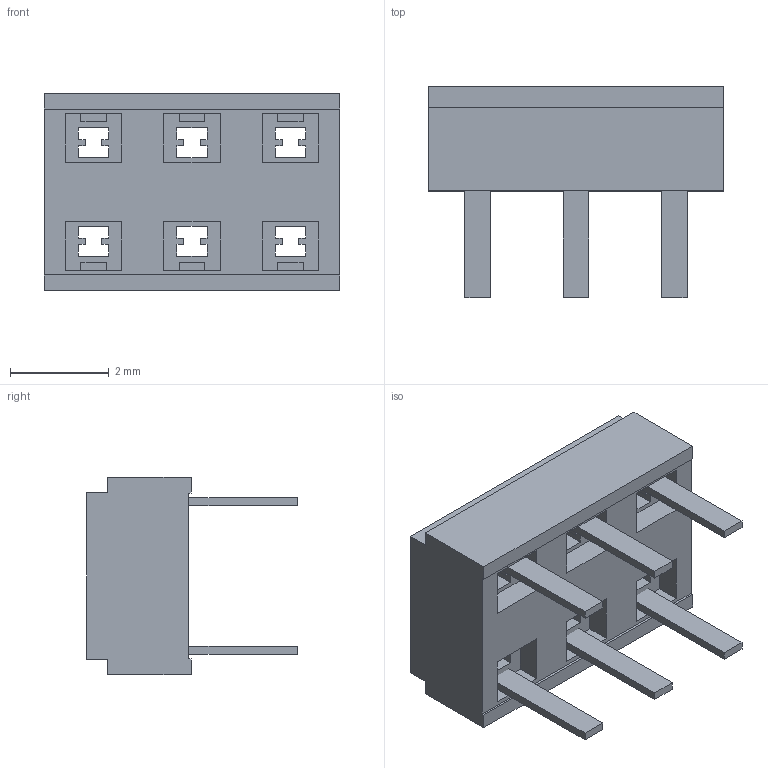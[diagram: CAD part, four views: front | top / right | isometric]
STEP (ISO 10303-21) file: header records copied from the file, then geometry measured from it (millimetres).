
FILE_DESCRIPTION(/* description */ ('STEP AP214'),/* implementation_level */ '2;1');
FILE_NAME(/* name */ 'CLT-103-01-F-D',/* time_stamp */ '2024-07-09T16:54:39+02:00',/* author */ ('License CC BY-ND 4.0'),/* organization */ ('CADENAS'),/* preprocessor_version */ 'ST-DEVELOPER v19.3',/* originating_system */ 'PARTsolutions',/* authorisation */ ' ');
FILE_SCHEMA (('AUTOMOTIVE_DESIGN {1 0 10303 214 3 1 1}'));
Length unit declared in the file: inch
Products named in the file (3): CLT-103-01-F-D; CLT-103-01-F-D_socket; C-0301-F-_pins
Assembly tree (2 placements, depth 2):
  CLT-103-01-F-D
    CLT-103-01-F-D_socket
    C-0301-F-_pins
Bounding box: 6 x 4.28 x 4 mm (x, y, z)
Volume: 42.6 mm3; surface area: 172.9 mm2
Topology: 2 solids, 2 shells, 154 faces, 426 edges, 284 vertices
Faces by surface type: plane 152, cylinder 2
Full cylindrical faces by diameter (mm): 0.889 x2
Entity records: 4910 total; most frequent: CARTESIAN_POINT 865, ORIENTED_EDGE 848, DIRECTION 742, EDGE_CURVE 424, LINE 420, VECTOR 420, VERTEX_POINT 284, EDGE_LOOP 178
